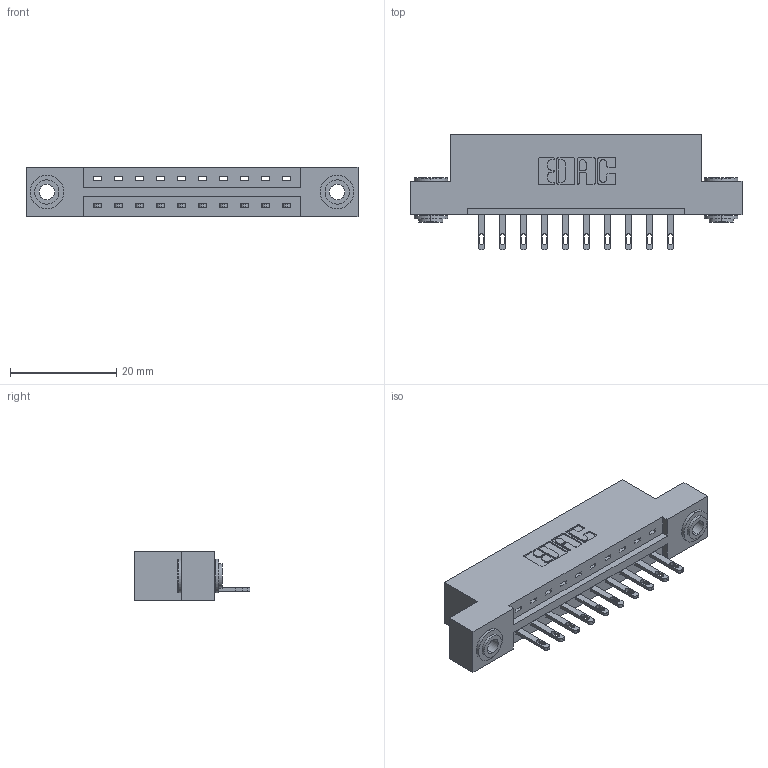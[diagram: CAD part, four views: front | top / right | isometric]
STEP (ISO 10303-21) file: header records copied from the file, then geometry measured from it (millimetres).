
FILE_DESCRIPTION (( 'STEP AP203' ), '1' );
FILE_NAME ('337-010-500-103.STEP', '2019-09-27T20:47:53', ( '' ), ( '' ), 'SwSTEP 2.0', 'SolidWorks 2016', '' );
FILE_SCHEMA (( 'CONFIG_CONTROL_DESIGN' ));
Length unit declared in the file: inch
Products named in the file (4): 345-292-001_345-293-100; 337 Part_Flush Mounting Lugs - 0.156 Dia-TH; 345-250-002_345-250-002-102; 337-010-500-103
Assembly tree (13 placements, depth 2):
  337-010-500-103
    337 Part_Flush Mounting Lugs - 0.156 Dia-TH
    345-292-001_345-293-100  x10
    345-250-002_345-250-002-102  x2
Bounding box: 62.64 x 21.85 x 9.4 mm (x, y, z)
Volume: 6135.1 mm3; surface area: 6418.2 mm2
Topology: 13 solids, 13 shells, 732 faces, 2187 edges, 1454 vertices
Faces by surface type: plane 480, cylinder 244, cone 8
Entity records: 12152 total; most frequent: CARTESIAN_POINT 2091, ORIENTED_EDGE 2030, DIRECTION 1861, EDGE_CURVE 1015, LINE 859, VECTOR 859, VERTEX_POINT 674, AXIS2_PLACEMENT_3D 501
